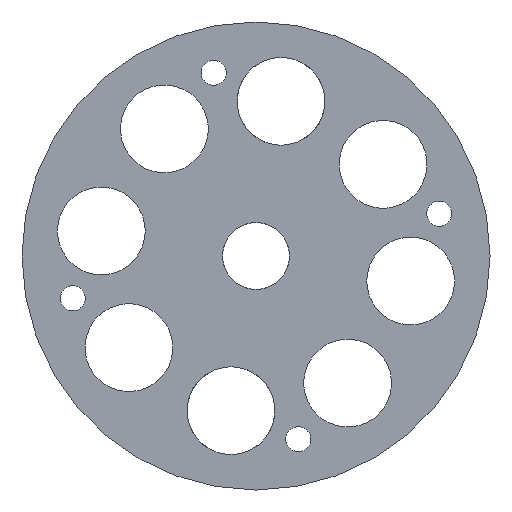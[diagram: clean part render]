
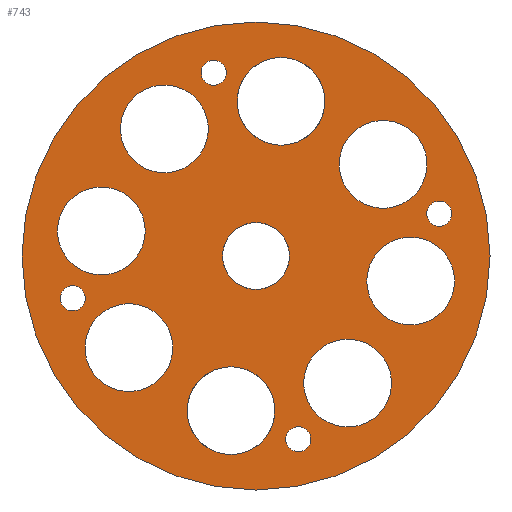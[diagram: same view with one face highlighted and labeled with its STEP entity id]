
A CAD part, front view. The second image highlights one B-rep face of the part: STEP entity #743.
In plain terms, the highlighted planar face has unit normal (0, -1, 0).
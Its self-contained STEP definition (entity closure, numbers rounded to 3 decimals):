
#43=FACE_BOUND('',#153,.T.);
#44=FACE_BOUND('',#154,.T.);
#45=FACE_BOUND('',#155,.T.);
#46=FACE_BOUND('',#156,.T.);
#47=FACE_BOUND('',#157,.T.);
#48=FACE_BOUND('',#158,.T.);
#49=FACE_BOUND('',#159,.T.);
#50=FACE_BOUND('',#160,.T.);
#51=FACE_BOUND('',#161,.T.);
#52=FACE_BOUND('',#162,.T.);
#53=FACE_BOUND('',#163,.T.);
#54=FACE_BOUND('',#164,.T.);
#55=FACE_BOUND('',#165,.T.);
#68=PLANE('',#838);
#104=FACE_OUTER_BOUND('',#152,.T.);
#152=EDGE_LOOP('',(#677));
#153=EDGE_LOOP('',(#678));
#154=EDGE_LOOP('',(#679));
#155=EDGE_LOOP('',(#680));
#156=EDGE_LOOP('',(#681));
#157=EDGE_LOOP('',(#682));
#158=EDGE_LOOP('',(#683));
#159=EDGE_LOOP('',(#684));
#160=EDGE_LOOP('',(#685));
#161=EDGE_LOOP('',(#686));
#162=EDGE_LOOP('',(#687));
#163=EDGE_LOOP('',(#688));
#164=EDGE_LOOP('',(#689));
#165=EDGE_LOOP('',(#690));
#288=CIRCLE('',#794,4.);
#295=CIRCLE('',#810,5.25);
#296=CIRCLE('',#812,5.25);
#297=CIRCLE('',#814,5.25);
#298=CIRCLE('',#816,5.25);
#299=CIRCLE('',#818,5.25);
#300=CIRCLE('',#820,5.25);
#301=CIRCLE('',#822,5.25);
#302=CIRCLE('',#824,5.25);
#305=CIRCLE('',#829,28.);
#306=CIRCLE('',#831,1.5);
#307=CIRCLE('',#833,1.5);
#308=CIRCLE('',#835,1.5);
#309=CIRCLE('',#837,1.5);
#354=VERTEX_POINT('',#1250);
#365=VERTEX_POINT('',#1292);
#366=VERTEX_POINT('',#1296);
#367=VERTEX_POINT('',#1300);
#368=VERTEX_POINT('',#1304);
#369=VERTEX_POINT('',#1308);
#370=VERTEX_POINT('',#1312);
#371=VERTEX_POINT('',#1316);
#372=VERTEX_POINT('',#1320);
#374=VERTEX_POINT('',#1328);
#375=VERTEX_POINT('',#1332);
#376=VERTEX_POINT('',#1336);
#377=VERTEX_POINT('',#1340);
#378=VERTEX_POINT('',#1344);
#433=EDGE_CURVE('',#354,#354,#288,.T.);
#456=EDGE_CURVE('',#365,#365,#295,.T.);
#458=EDGE_CURVE('',#366,#366,#296,.T.);
#460=EDGE_CURVE('',#367,#367,#297,.T.);
#462=EDGE_CURVE('',#368,#368,#298,.T.);
#464=EDGE_CURVE('',#369,#369,#299,.T.);
#466=EDGE_CURVE('',#370,#370,#300,.T.);
#468=EDGE_CURVE('',#371,#371,#301,.T.);
#470=EDGE_CURVE('',#372,#372,#302,.T.);
#474=EDGE_CURVE('',#374,#374,#305,.T.);
#476=EDGE_CURVE('',#375,#375,#306,.T.);
#478=EDGE_CURVE('',#376,#376,#307,.T.);
#480=EDGE_CURVE('',#377,#377,#308,.T.);
#482=EDGE_CURVE('',#378,#378,#309,.T.);
#677=ORIENTED_EDGE('',*,*,#474,.T.);
#678=ORIENTED_EDGE('',*,*,#433,.T.);
#679=ORIENTED_EDGE('',*,*,#458,.T.);
#680=ORIENTED_EDGE('',*,*,#456,.T.);
#681=ORIENTED_EDGE('',*,*,#460,.T.);
#682=ORIENTED_EDGE('',*,*,#462,.T.);
#683=ORIENTED_EDGE('',*,*,#464,.T.);
#684=ORIENTED_EDGE('',*,*,#466,.T.);
#685=ORIENTED_EDGE('',*,*,#468,.T.);
#686=ORIENTED_EDGE('',*,*,#470,.T.);
#687=ORIENTED_EDGE('',*,*,#476,.T.);
#688=ORIENTED_EDGE('',*,*,#478,.T.);
#689=ORIENTED_EDGE('',*,*,#480,.T.);
#690=ORIENTED_EDGE('',*,*,#482,.T.);
#743=ADVANCED_FACE('',(#104,#43,#44,#45,#46,#47,#48,#49,#50,#51,#52,#53,
#54,#55),#68,.F.);
#794=AXIS2_PLACEMENT_3D('',#1251,#923,#924);
#810=AXIS2_PLACEMENT_3D('',#1294,#971,#972);
#812=AXIS2_PLACEMENT_3D('',#1298,#976,#977);
#814=AXIS2_PLACEMENT_3D('',#1302,#981,#982);
#816=AXIS2_PLACEMENT_3D('',#1306,#986,#987);
#818=AXIS2_PLACEMENT_3D('',#1310,#991,#992);
#820=AXIS2_PLACEMENT_3D('',#1314,#996,#997);
#822=AXIS2_PLACEMENT_3D('',#1318,#1001,#1002);
#824=AXIS2_PLACEMENT_3D('',#1322,#1006,#1007);
#829=AXIS2_PLACEMENT_3D('',#1330,#1017,#1018);
#831=AXIS2_PLACEMENT_3D('',#1334,#1022,#1023);
#833=AXIS2_PLACEMENT_3D('',#1338,#1027,#1028);
#835=AXIS2_PLACEMENT_3D('',#1342,#1032,#1033);
#837=AXIS2_PLACEMENT_3D('',#1346,#1037,#1038);
#838=AXIS2_PLACEMENT_3D('',#1347,#1039,#1040);
#923=DIRECTION('center_axis',(0.,1.,0.));
#924=DIRECTION('ref_axis',(-1.,0.,0.));
#971=DIRECTION('center_axis',(0.,1.,0.));
#972=DIRECTION('ref_axis',(0.,0.,-1.));
#976=DIRECTION('center_axis',(0.,1.,0.));
#977=DIRECTION('ref_axis',(-0.707,0.,-0.707));
#981=DIRECTION('center_axis',(0.,1.,0.));
#982=DIRECTION('ref_axis',(0.707,0.,-0.707));
#986=DIRECTION('center_axis',(0.,1.,0.));
#987=DIRECTION('ref_axis',(1.,0.,0.));
#991=DIRECTION('center_axis',(0.,1.,0.));
#992=DIRECTION('ref_axis',(0.707,0.,0.707));
#996=DIRECTION('center_axis',(0.,1.,0.));
#997=DIRECTION('ref_axis',(0.,0.,1.));
#1001=DIRECTION('center_axis',(0.,1.,0.));
#1002=DIRECTION('ref_axis',(-0.707,0.,0.707));
#1006=DIRECTION('center_axis',(0.,1.,0.));
#1007=DIRECTION('ref_axis',(-1.,0.,0.));
#1017=DIRECTION('center_axis',(0.,-1.,0.));
#1018=DIRECTION('ref_axis',(1.,0.,0.));
#1022=DIRECTION('center_axis',(0.,1.,0.));
#1023=DIRECTION('ref_axis',(-1.,0.,0.));
#1027=DIRECTION('center_axis',(0.,1.,0.));
#1028=DIRECTION('ref_axis',(-1.,0.,0.));
#1032=DIRECTION('center_axis',(0.,1.,0.));
#1033=DIRECTION('ref_axis',(-1.,0.,0.));
#1037=DIRECTION('center_axis',(0.,1.,0.));
#1038=DIRECTION('ref_axis',(-1.,0.,0.));
#1039=DIRECTION('center_axis',(0.,1.,0.));
#1040=DIRECTION('ref_axis',(0.,0.,1.));
#1250=CARTESIAN_POINT('',(4.,0.,0.));
#1251=CARTESIAN_POINT('Origin',(0.,0.,0.));
#1292=CARTESIAN_POINT('',(-2.997,0.,-13.259));
#1294=CARTESIAN_POINT('Origin',(-2.997,0.,-18.509));
#1296=CARTESIAN_POINT('',(-11.494,0.,-7.257));
#1298=CARTESIAN_POINT('Origin',(-15.207,0.,-10.969));
#1300=CARTESIAN_POINT('',(7.257,0.,-11.494));
#1302=CARTESIAN_POINT('Origin',(10.969,0.,-15.207));
#1304=CARTESIAN_POINT('',(13.259,0.,-2.997));
#1306=CARTESIAN_POINT('Origin',(18.509,0.,-2.997));
#1308=CARTESIAN_POINT('',(11.494,0.,7.257));
#1310=CARTESIAN_POINT('Origin',(15.207,0.,10.969));
#1312=CARTESIAN_POINT('',(2.997,0.,13.259));
#1314=CARTESIAN_POINT('Origin',(2.997,0.,18.509));
#1316=CARTESIAN_POINT('',(-7.257,0.,11.494));
#1318=CARTESIAN_POINT('Origin',(-10.969,0.,15.207));
#1320=CARTESIAN_POINT('',(-13.259,0.,2.997));
#1322=CARTESIAN_POINT('Origin',(-18.509,0.,2.997));
#1328=CARTESIAN_POINT('',(-28.,0.,0.));
#1330=CARTESIAN_POINT('Origin',(0.,0.,0.));
#1332=CARTESIAN_POINT('',(-3.561,0.,21.923));
#1334=CARTESIAN_POINT('Origin',(-5.061,0.,21.923));
#1336=CARTESIAN_POINT('',(6.561,0.,-21.923));
#1338=CARTESIAN_POINT('Origin',(5.061,0.,-21.923));
#1340=CARTESIAN_POINT('',(23.423,0.,5.061));
#1342=CARTESIAN_POINT('Origin',(21.923,0.,5.061));
#1344=CARTESIAN_POINT('',(-20.423,0.,-5.061));
#1346=CARTESIAN_POINT('Origin',(-21.923,0.,-5.061));
#1347=CARTESIAN_POINT('Origin',(0.,0.,0.));
